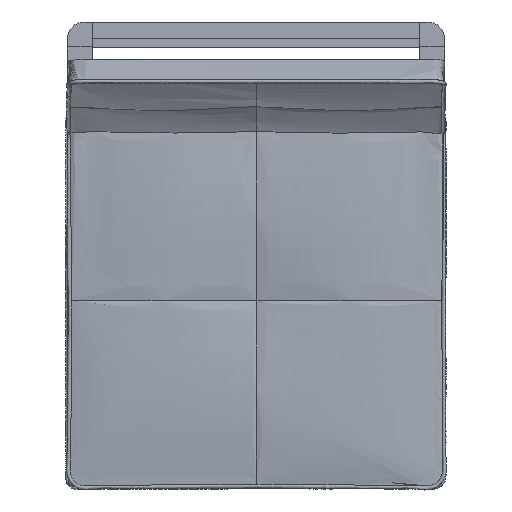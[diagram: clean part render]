
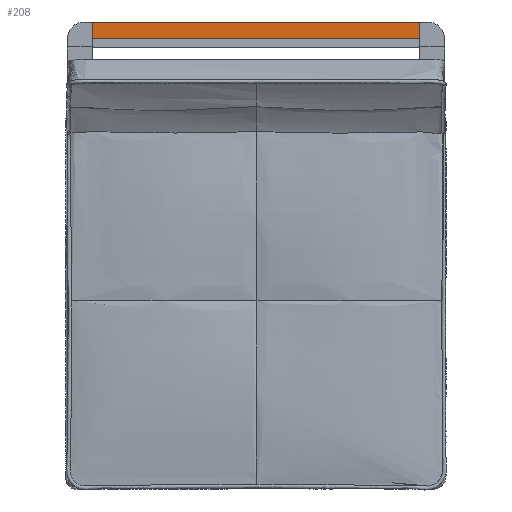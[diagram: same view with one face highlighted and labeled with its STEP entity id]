
A CAD part, top view. The second image highlights one B-rep face of the part: STEP entity #208.
In plain terms, the highlighted planar face has unit normal (0, 0, 1).
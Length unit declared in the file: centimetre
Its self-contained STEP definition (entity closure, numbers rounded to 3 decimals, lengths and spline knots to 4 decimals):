
#208=ADVANCED_FACE('',(#317),#1542,.T.);
#317=FACE_OUTER_BOUND('',#426,.T.);
#426=EDGE_LOOP('',(#858,#859,#860,#861));
#858=ORIENTED_EDGE('',*,*,#1104,.F.);
#859=ORIENTED_EDGE('',*,*,#1095,.T.);
#860=ORIENTED_EDGE('',*,*,#1096,.F.);
#861=ORIENTED_EDGE('',*,*,#1097,.T.);
#1095=EDGE_CURVE('',#1452,#1453,#1299,.T.);
#1096=EDGE_CURVE('',#1454,#1453,#1300,.T.);
#1097=EDGE_CURVE('',#1454,#1451,#1301,.T.);
#1104=EDGE_CURVE('',#1452,#1451,#1308,.T.);
#1299=B_SPLINE_CURVE_WITH_KNOTS('',1,(#17340,#17341),.UNSPECIFIED.,.F.,
 .F.,(2,2),(-18.7425,18.7425),.UNSPECIFIED.);
#1300=B_SPLINE_CURVE_WITH_KNOTS('',1,(#17342,#17343),.UNSPECIFIED.,.F.,
 .F.,(2,2),(-0.9525,0.9525),.UNSPECIFIED.);
#1301=B_SPLINE_CURVE_WITH_KNOTS('',1,(#17344,#17345),.UNSPECIFIED.,.F.,
 .F.,(2,2),(-18.7425,18.7425),.UNSPECIFIED.);
#1308=B_SPLINE_CURVE_WITH_KNOTS('',1,(#17358,#17359),.UNSPECIFIED.,.F.,
 .F.,(2,2),(0.,1.125),.UNSPECIFIED.);
#1451=VERTEX_POINT('',#17332);
#1452=VERTEX_POINT('',#17333);
#1453=VERTEX_POINT('',#17334);
#1454=VERTEX_POINT('',#17335);
#1542=PLANE('',#1677);
#1677=AXIS2_PLACEMENT_3D('',#17326,#1777,$);
#1777=DIRECTION('',(0.,0.,1.));
#17326=CARTESIAN_POINT('',(-18.8269,53.122,63.1889));
#17332=CARTESIAN_POINT('',(-18.8269,53.122,63.1889));
#17333=CARTESIAN_POINT('',(-18.8269,51.217,63.1889));
#17334=CARTESIAN_POINT('',(18.6581,51.217,63.1889));
#17335=CARTESIAN_POINT('',(18.6581,53.122,63.1889));
#17340=CARTESIAN_POINT('',(-18.8269,51.217,63.1889));
#17341=CARTESIAN_POINT('',(18.6581,51.217,63.1889));
#17342=CARTESIAN_POINT('',(18.6581,53.122,63.1889));
#17343=CARTESIAN_POINT('',(18.6581,51.217,63.1889));
#17344=CARTESIAN_POINT('',(18.6581,53.122,63.1889));
#17345=CARTESIAN_POINT('',(-18.8269,53.122,63.1889));
#17358=CARTESIAN_POINT('',(-18.8269,51.217,63.1889));
#17359=CARTESIAN_POINT('',(-18.8269,53.122,63.1889));
